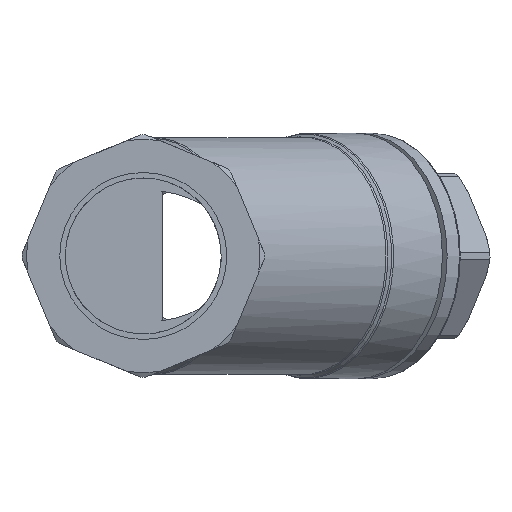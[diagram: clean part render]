
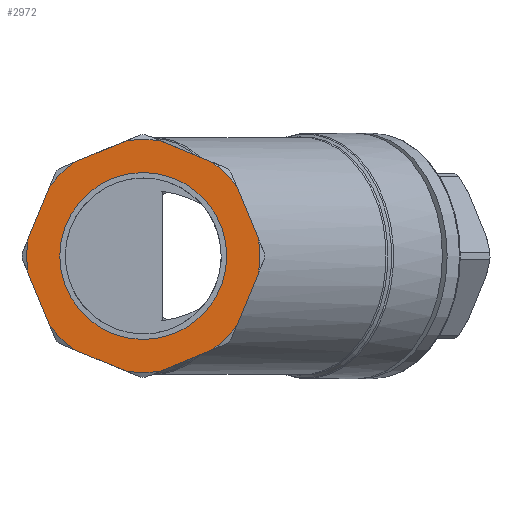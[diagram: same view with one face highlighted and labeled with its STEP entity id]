
A CAD part, front view. The second image highlights one B-rep face of the part: STEP entity #2972.
In plain terms, the highlighted planar face has unit normal (0, -1, 0).
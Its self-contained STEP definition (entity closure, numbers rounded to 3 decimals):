
#147=PLANE('',#4244);
#235=CIRCLE('',#4245,15.146);
#236=CIRCLE('',#4246,21.134);
#237=CIRCLE('',#4247,21.134);
#238=CIRCLE('',#4248,21.134);
#239=CIRCLE('',#4249,21.134);
#240=CIRCLE('',#4250,21.134);
#241=CIRCLE('',#4251,21.134);
#242=CIRCLE('',#4252,21.134);
#243=CIRCLE('',#4253,21.134);
#763=ORIENTED_EDGE('',*,*,#1586,.T.);
#764=ORIENTED_EDGE('',*,*,#1587,.T.);
#765=ORIENTED_EDGE('',*,*,#1588,.T.);
#766=ORIENTED_EDGE('',*,*,#1589,.T.);
#767=ORIENTED_EDGE('',*,*,#1590,.T.);
#768=ORIENTED_EDGE('',*,*,#1591,.T.);
#769=ORIENTED_EDGE('',*,*,#1592,.T.);
#770=ORIENTED_EDGE('',*,*,#1593,.T.);
#771=ORIENTED_EDGE('',*,*,#1594,.T.);
#772=ORIENTED_EDGE('',*,*,#1595,.T.);
#773=ORIENTED_EDGE('',*,*,#1596,.T.);
#774=ORIENTED_EDGE('',*,*,#1597,.T.);
#775=ORIENTED_EDGE('',*,*,#1598,.T.);
#776=ORIENTED_EDGE('',*,*,#1599,.T.);
#777=ORIENTED_EDGE('',*,*,#1600,.T.);
#778=ORIENTED_EDGE('',*,*,#1601,.T.);
#779=ORIENTED_EDGE('',*,*,#1602,.T.);
#1586=EDGE_CURVE('',#2016,#2016,#235,.T.);
#1587=EDGE_CURVE('',#2017,#2018,#2246,.T.);
#1588=EDGE_CURVE('',#2018,#2019,#236,.F.);
#1589=EDGE_CURVE('',#2019,#2020,#2247,.T.);
#1590=EDGE_CURVE('',#2020,#2021,#237,.F.);
#1591=EDGE_CURVE('',#2021,#2022,#2248,.T.);
#1592=EDGE_CURVE('',#2022,#2023,#238,.F.);
#1593=EDGE_CURVE('',#2023,#2024,#2249,.T.);
#1594=EDGE_CURVE('',#2024,#2025,#239,.F.);
#1595=EDGE_CURVE('',#2025,#2026,#2250,.T.);
#1596=EDGE_CURVE('',#2026,#2027,#240,.F.);
#1597=EDGE_CURVE('',#2027,#2028,#2251,.T.);
#1598=EDGE_CURVE('',#2028,#2029,#241,.F.);
#1599=EDGE_CURVE('',#2029,#2030,#2252,.T.);
#1600=EDGE_CURVE('',#2030,#2031,#242,.F.);
#1601=EDGE_CURVE('',#2031,#2032,#2253,.T.);
#1602=EDGE_CURVE('',#2032,#2017,#243,.F.);
#2016=VERTEX_POINT('',#5816);
#2017=VERTEX_POINT('',#5818);
#2018=VERTEX_POINT('',#5819);
#2019=VERTEX_POINT('',#5821);
#2020=VERTEX_POINT('',#5823);
#2021=VERTEX_POINT('',#5825);
#2022=VERTEX_POINT('',#5827);
#2023=VERTEX_POINT('',#5829);
#2024=VERTEX_POINT('',#5831);
#2025=VERTEX_POINT('',#5833);
#2026=VERTEX_POINT('',#5835);
#2027=VERTEX_POINT('',#5837);
#2028=VERTEX_POINT('',#5839);
#2029=VERTEX_POINT('',#5841);
#2030=VERTEX_POINT('',#5843);
#2031=VERTEX_POINT('',#5845);
#2032=VERTEX_POINT('',#5847);
#2246=LINE('',#5817,#2350);
#2247=LINE('',#5822,#2351);
#2248=LINE('',#5826,#2352);
#2249=LINE('',#5830,#2353);
#2250=LINE('',#5834,#2354);
#2251=LINE('',#5838,#2355);
#2252=LINE('',#5842,#2356);
#2253=LINE('',#5846,#2357);
#2350=VECTOR('',#4755,1000.);
#2351=VECTOR('',#4758,1000.);
#2352=VECTOR('',#4761,1000.);
#2353=VECTOR('',#4764,1000.);
#2354=VECTOR('',#4767,1000.);
#2355=VECTOR('',#4770,1000.);
#2356=VECTOR('',#4773,1000.);
#2357=VECTOR('',#4776,1000.);
#2492=EDGE_LOOP('',(#763));
#2493=EDGE_LOOP('',(#764,#765,#766,#767,#768,#769,#770,#771,#772,#773,#774,
#775,#776,#777,#778,#779));
#2715=FACE_BOUND('',#2492,.T.);
#2716=FACE_BOUND('',#2493,.T.);
#2972=ADVANCED_FACE('',(#2715,#2716),#147,.F.);
#4244=AXIS2_PLACEMENT_3D('',#5814,#4751,#4752);
#4245=AXIS2_PLACEMENT_3D('',#5815,#4753,#4754);
#4246=AXIS2_PLACEMENT_3D('',#5820,#4756,#4757);
#4247=AXIS2_PLACEMENT_3D('',#5824,#4759,#4760);
#4248=AXIS2_PLACEMENT_3D('',#5828,#4762,#4763);
#4249=AXIS2_PLACEMENT_3D('',#5832,#4765,#4766);
#4250=AXIS2_PLACEMENT_3D('',#5836,#4768,#4769);
#4251=AXIS2_PLACEMENT_3D('',#5840,#4771,#4772);
#4252=AXIS2_PLACEMENT_3D('',#5844,#4774,#4775);
#4253=AXIS2_PLACEMENT_3D('',#5848,#4777,#4778);
#4751=DIRECTION('',(0.,1.,0.));
#4752=DIRECTION('',(0.,0.,1.));
#4753=DIRECTION('',(0.,1.,0.));
#4754=DIRECTION('',(0.,0.,-1.));
#4755=DIRECTION('',(-0.924,0.,0.383));
#4756=DIRECTION('',(0.,1.,0.));
#4757=DIRECTION('',(0.,0.,1.));
#4758=DIRECTION('',(-0.924,0.,-0.383));
#4759=DIRECTION('',(0.,1.,0.));
#4760=DIRECTION('',(0.,0.,1.));
#4761=DIRECTION('',(-0.383,0.,-0.924));
#4762=DIRECTION('',(0.,1.,0.));
#4763=DIRECTION('',(0.,0.,1.));
#4764=DIRECTION('',(0.383,0.,-0.924));
#4765=DIRECTION('',(0.,1.,0.));
#4766=DIRECTION('',(0.,0.,1.));
#4767=DIRECTION('',(0.924,0.,-0.383));
#4768=DIRECTION('',(0.,1.,0.));
#4769=DIRECTION('',(0.,0.,1.));
#4770=DIRECTION('',(0.924,0.,0.383));
#4771=DIRECTION('',(0.,1.,0.));
#4772=DIRECTION('',(0.,0.,1.));
#4773=DIRECTION('',(0.383,0.,0.924));
#4774=DIRECTION('',(0.,1.,0.));
#4775=DIRECTION('',(0.,0.,1.));
#4776=DIRECTION('',(-0.383,0.,0.924));
#4777=DIRECTION('',(0.,1.,0.));
#4778=DIRECTION('',(0.,0.,1.));
#5814=CARTESIAN_POINT('',(0.,-30.,0.));
#5815=CARTESIAN_POINT('',(0.,-30.,0.));
#5816=CARTESIAN_POINT('',(0.,-30.,-15.146));
#5817=CARTESIAN_POINT('',(15.69,-30.,15.69));
#5818=CARTESIAN_POINT('',(12.592,-30.,16.973));
#5819=CARTESIAN_POINT('',(3.098,-30.,20.906));
#5820=CARTESIAN_POINT('',(0.,-30.,0.));
#5821=CARTESIAN_POINT('',(-3.098,-30.,20.906));
#5822=CARTESIAN_POINT('',(0.,-30.,22.189));
#5823=CARTESIAN_POINT('',(-12.592,-30.,16.973));
#5824=CARTESIAN_POINT('',(0.,-30.,0.));
#5825=CARTESIAN_POINT('',(-16.973,-30.,12.592));
#5826=CARTESIAN_POINT('',(-15.69,-30.,15.69));
#5827=CARTESIAN_POINT('',(-20.906,-30.,3.098));
#5828=CARTESIAN_POINT('',(0.,-30.,0.));
#5829=CARTESIAN_POINT('',(-20.906,-30.,-3.098));
#5830=CARTESIAN_POINT('',(-22.189,-30.,0.));
#5831=CARTESIAN_POINT('',(-16.973,-30.,-12.592));
#5832=CARTESIAN_POINT('',(0.,-30.,0.));
#5833=CARTESIAN_POINT('',(-12.592,-30.,-16.973));
#5834=CARTESIAN_POINT('',(-15.69,-30.,-15.69));
#5835=CARTESIAN_POINT('',(-3.098,-30.,-20.906));
#5836=CARTESIAN_POINT('',(0.,-30.,0.));
#5837=CARTESIAN_POINT('',(3.098,-30.,-20.906));
#5838=CARTESIAN_POINT('',(0.,-30.,-22.189));
#5839=CARTESIAN_POINT('',(12.592,-30.,-16.973));
#5840=CARTESIAN_POINT('',(0.,-30.,0.));
#5841=CARTESIAN_POINT('',(16.973,-30.,-12.592));
#5842=CARTESIAN_POINT('',(15.69,-30.,-15.69));
#5843=CARTESIAN_POINT('',(20.906,-30.,-3.098));
#5844=CARTESIAN_POINT('',(0.,-30.,0.));
#5845=CARTESIAN_POINT('',(20.906,-30.,3.098));
#5846=CARTESIAN_POINT('',(22.189,-30.,0.));
#5847=CARTESIAN_POINT('',(16.973,-30.,12.592));
#5848=CARTESIAN_POINT('',(0.,-30.,0.));
